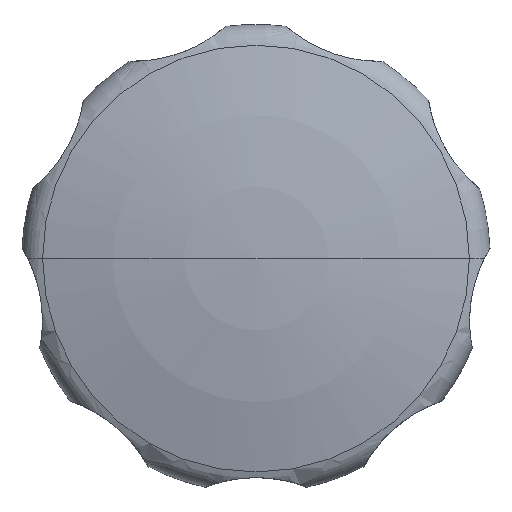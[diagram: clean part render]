
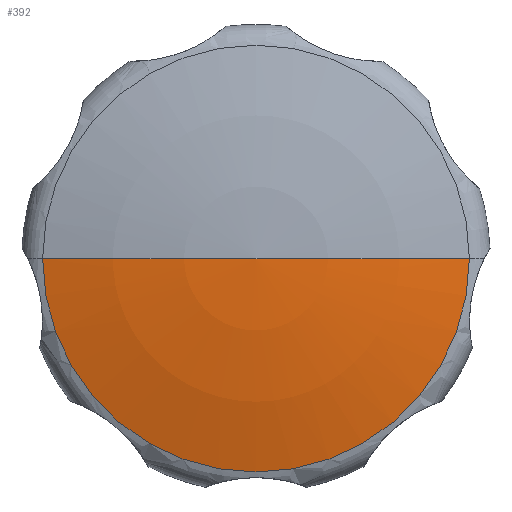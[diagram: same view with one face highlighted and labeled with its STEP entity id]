
A CAD part, top view. The second image highlights one B-rep face of the part: STEP entity #392.
In plain terms, the highlighted spherical face has radius 88.136 mm.
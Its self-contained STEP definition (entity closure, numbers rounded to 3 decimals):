
#224=EDGE_CURVE('',#594,#298,#625,.T.);
#298=VERTEX_POINT('',#716);
#332=EDGE_CURVE('',#442,#298,#756,.T.);
#392=ADVANCED_FACE('',(#819),#820,.T.);
#442=VERTEX_POINT('',#873);
#544=EDGE_CURVE('',#594,#442,#978,.T.);
#594=VERTEX_POINT('',#1033);
#625=CIRCLE('',#1057,22.775);
#716=CARTESIAN_POINT('',(22.775,0.,51.006));
#756=CIRCLE('',#1288,88.136);
#819=FACE_OUTER_BOUND('',#1448,.T.);
#820=SPHERICAL_SURFACE('',#1449,88.136);
#873=CARTESIAN_POINT('',(0.,0.,54.0));
#978=CIRCLE('',#2037,88.136);
#1033=CARTESIAN_POINT('',(-22.775,0.,51.006));
#1057=AXIS2_PLACEMENT_3D('',#2149,#2150,#2151);
#1288=AXIS2_PLACEMENT_3D('',#2412,#2413,#2414);
#1448=EDGE_LOOP('',(#2474,#2475,#2476));
#1449=AXIS2_PLACEMENT_3D('',#2477,#2478,#2479);
#2037=AXIS2_PLACEMENT_3D('',#2579,#2580,#2581);
#2149=CARTESIAN_POINT('',(0.,0.,51.006));
#2150=DIRECTION('',(0.,0.,1.0));
#2151=DIRECTION('',(-1.0,0.,0.));
#2412=CARTESIAN_POINT('',(0.,0.,-34.136));
#2413=DIRECTION('',(0.,1.0,0.));
#2414=DIRECTION('',(0.0,0.,-1.0));
#2474=ORIENTED_EDGE('',*,*,#544,.F.);
#2475=ORIENTED_EDGE('',*,*,#224,.T.);
#2476=ORIENTED_EDGE('',*,*,#332,.F.);
#2477=CARTESIAN_POINT('',(0.,0.,-34.136));
#2478=DIRECTION('',(0.,0.,1.0));
#2479=DIRECTION('',(-1.0,0.,0.0));
#2579=CARTESIAN_POINT('',(0.,0.,-34.136));
#2580=DIRECTION('',(0.,1.0,0.));
#2581=DIRECTION('',(0.0,0.,-1.0));
